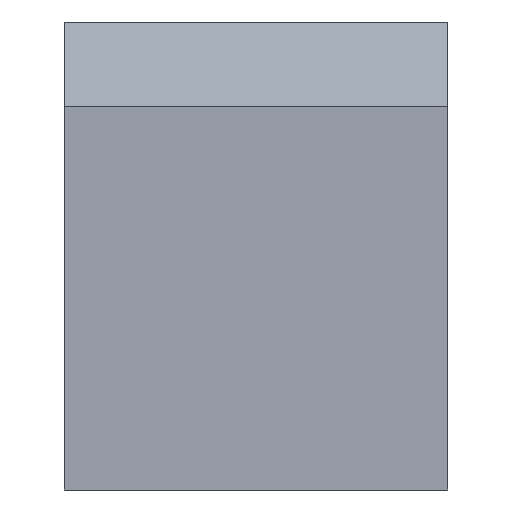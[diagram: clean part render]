
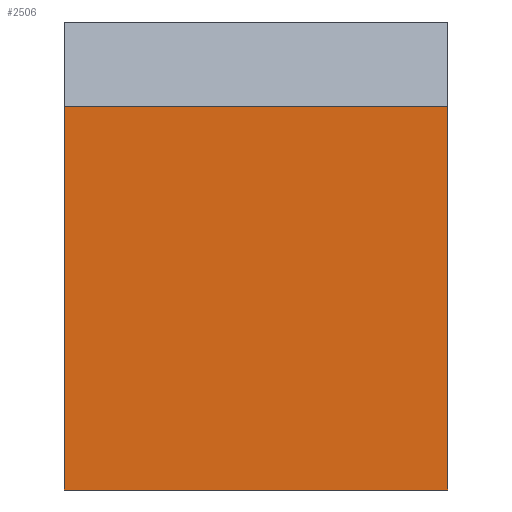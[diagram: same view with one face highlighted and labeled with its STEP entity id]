
A CAD part, front view. The second image highlights one B-rep face of the part: STEP entity #2506.
In plain terms, the highlighted planar face has unit normal (0, -1, 0).
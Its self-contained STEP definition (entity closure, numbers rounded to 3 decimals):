
#2335=CARTESIAN_POINT('',(1.331,-99.977,0.0));
#2336=VERTEX_POINT('',#2335);
#2343=CARTESIAN_POINT('',(1.331,-99.977,-12.0));
#2344=VERTEX_POINT('',#2343);
#2345=CARTESIAN_POINT('',(1.331,-99.977,0.0));
#2346=DIRECTION('',(0.0,0.0,-1.0));
#2347=VECTOR('',#2346,1.0);
#2348=LINE('',#2345,#2347);
#2349=EDGE_CURVE('n� 5037',#2336,#2344,#2348,.T.);
#2460=CARTESIAN_POINT('',(-10.669,-99.977,-12.0));
#2461=VERTEX_POINT('',#2460);
#2462=CARTESIAN_POINT('',(-10.669,-99.977,-12.0));
#2463=DIRECTION('',(1.0,0.0,0.0));
#2464=VECTOR('',#2463,1.0);
#2465=LINE('',#2462,#2464);
#2466=EDGE_CURVE('n� 5137',#2461,#2344,#2465,.T.);
#2483=ORIENTED_EDGE('',*,*,#2349,.F.);
#2484=CARTESIAN_POINT('',(-10.669,-99.977,0.0));
#2485=VERTEX_POINT('',#2484);
#2486=CARTESIAN_POINT('',(-10.669,-99.977,0.0));
#2487=DIRECTION('',(1.0,0.0,0.0));
#2488=VECTOR('',#2487,1.0);
#2489=LINE('',#2486,#2488);
#2490=EDGE_CURVE('n� 5154',#2485,#2336,#2489,.T.);
#2491=ORIENTED_EDGE('',*,*,#2490,.F.);
#2492=CARTESIAN_POINT('',(-10.669,-99.977,0.0));
#2493=DIRECTION('',(0.0,0.0,-1.0));
#2494=VECTOR('',#2493,1.0);
#2495=LINE('',#2492,#2494);
#2496=EDGE_CURVE('n� 5158',#2485,#2461,#2495,.T.);
#2497=ORIENTED_EDGE('',*,*,#2496,.T.);
#2498=ORIENTED_EDGE('',*,*,#2466,.T.);
#2499=EDGE_LOOP('',(#2483,#2491,#2497,#2498));
#2500=FACE_OUTER_BOUND('',#2499,.T.);
#2501=CARTESIAN_POINT('',(-11.269,-99.977,-12.6));
#2502=DIRECTION('',(-0.0,1.0,0.0));
#2503=DIRECTION('',(1.0,0.0,0.0));
#2504=AXIS2_PLACEMENT_3D('',#2501,#2502,#2503);
#2505=PLANE('',#2504);
#2506=ADVANCED_FACE('n� 5145',(#2500),#2505,.F.);
